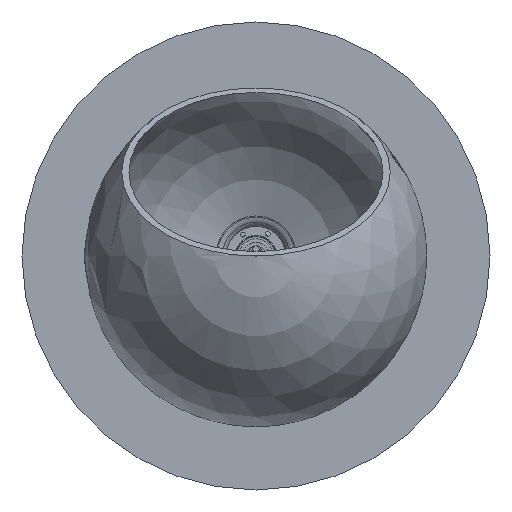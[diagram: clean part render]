
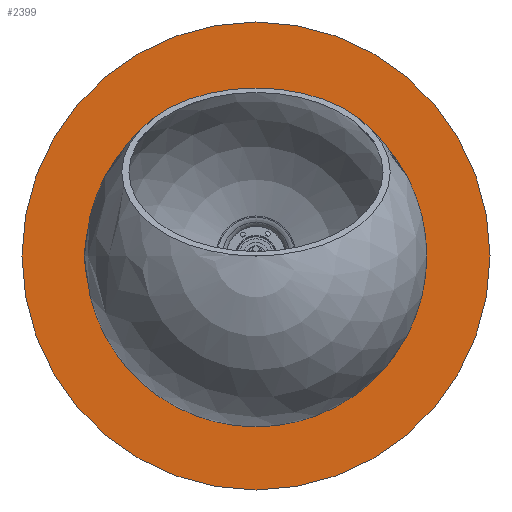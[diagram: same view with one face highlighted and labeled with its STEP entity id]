
A CAD part, front view. The second image highlights one B-rep face of the part: STEP entity #2399.
In plain terms, the highlighted planar face has unit normal (0, -1, 0).
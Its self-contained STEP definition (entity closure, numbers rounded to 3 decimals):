
#177=FACE_BOUND('',#442,.T.);
#233=PLANE('',#2734);
#293=FACE_OUTER_BOUND('',#441,.T.);
#441=EDGE_LOOP('',(#1647));
#442=EDGE_LOOP('',(#1648));
#816=CIRCLE('',#2726,5.);
#820=CIRCLE('',#2733,170.);
#1031=VERTEX_POINT('',#3940);
#1035=VERTEX_POINT('',#3953);
#1279=EDGE_CURVE('',#1031,#1031,#816,.T.);
#1285=EDGE_CURVE('',#1035,#1035,#820,.T.);
#1647=ORIENTED_EDGE('',*,*,#1285,.T.);
#1648=ORIENTED_EDGE('',*,*,#1279,.T.);
#2399=ADVANCED_FACE('',(#293,#177),#233,.F.);
#2726=AXIS2_PLACEMENT_3D('',#3942,#3106,#3107);
#2733=AXIS2_PLACEMENT_3D('',#3955,#3122,#3123);
#2734=AXIS2_PLACEMENT_3D('',#3956,#3124,#3125);
#3106=DIRECTION('center_axis',(0.,1.,0.));
#3107=DIRECTION('ref_axis',(-1.,0.,0.));
#3122=DIRECTION('center_axis',(0.,-1.,0.));
#3123=DIRECTION('ref_axis',(1.,0.,0.));
#3124=DIRECTION('center_axis',(0.,1.,0.));
#3125=DIRECTION('ref_axis',(0.,0.,1.));
#3940=CARTESIAN_POINT('',(5.,0.,0.));
#3942=CARTESIAN_POINT('Origin',(0.,0.,0.));
#3953=CARTESIAN_POINT('',(-170.,0.,0.));
#3955=CARTESIAN_POINT('Origin',(0.,0.,0.));
#3956=CARTESIAN_POINT('Origin',(0.,0.,0.));
